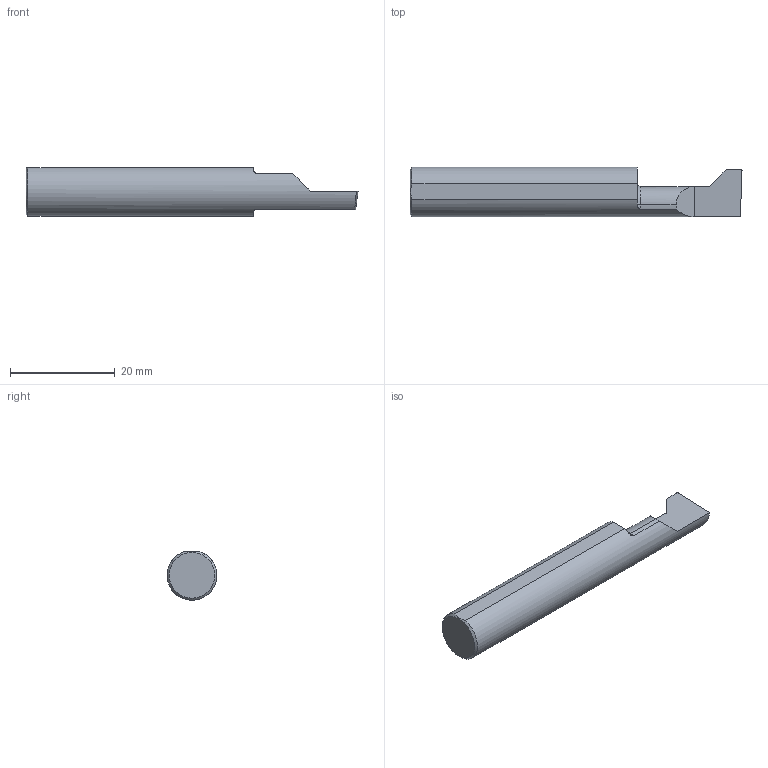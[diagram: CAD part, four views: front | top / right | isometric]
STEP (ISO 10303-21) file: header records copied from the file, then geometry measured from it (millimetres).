
FILE_DESCRIPTION (( 'STEP AP203' ), '1' );
FILE_NAME ('216852-BC360750.STEP', '2024-04-19T22:34:45', ( '' ), ( '' ), 'SwSTEP 2.0', 'SolidWorks 2022', '' );
FILE_SCHEMA (( 'CONFIG_CONTROL_DESIGN' ));
Length unit declared in the file: inch
Products named in the file (1): 216852-BC360750
Bounding box: 63.49 x 9.5 x 9.26 mm (x, y, z)
Volume: 3577.2 mm3; surface area: 1817.1 mm2
Topology: 1 solids, 1 shells, 25 faces, 66 edges, 43 vertices
Faces by surface type: plane 11, cylinder 8, torus 3, cone 3
Entity records: 893 total; most frequent: CARTESIAN_POINT 233, ORIENTED_EDGE 132, DIRECTION 111, EDGE_CURVE 66, VERTEX_POINT 43, AXIS2_PLACEMENT_3D 41, VECTOR 29, LINE 29
